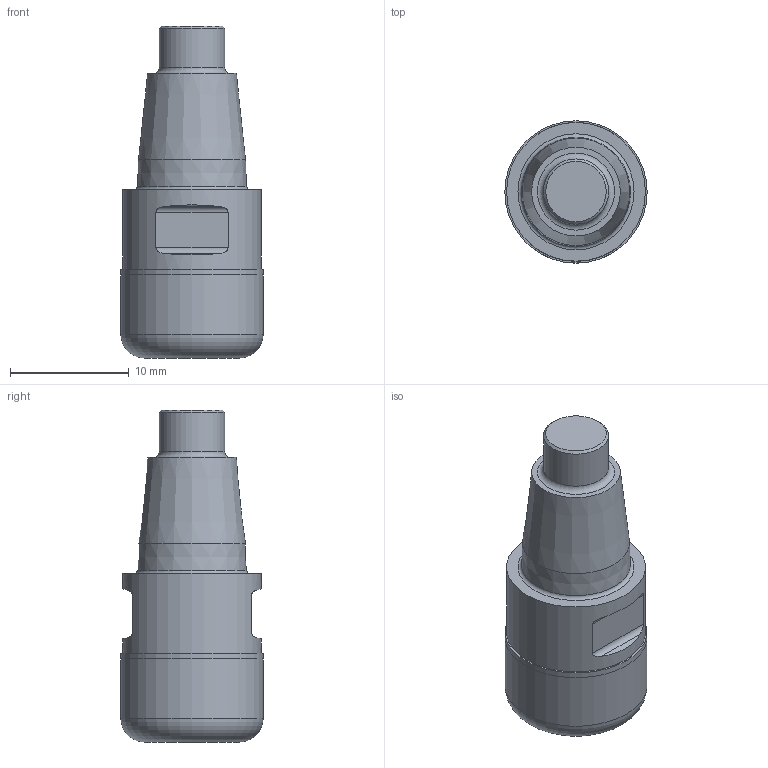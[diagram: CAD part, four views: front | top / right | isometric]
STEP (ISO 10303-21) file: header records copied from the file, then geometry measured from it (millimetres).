
FILE_DESCRIPTION(/* description */ (''),/* implementation_level */ '2;1');
FILE_NAME(/* name */ '1654593471585.stp',/* time_stamp */ '2022-06-07T11:17:58+02:00',/* author */ (''),/* organization */ ('SMS'),/* preprocessor_version */ 'ST-DEVELOPER v16.7',/* originating_system */ 'SIEMENS PLM Software NX 12.0',/* authorisation */ '');
FILE_SCHEMA (('AUTOMOTIVE_DESIGN { 1 0 10303 214 3 1 1 1 }'));
Length unit declared in the file: millimetre
Products named in the file (1): 201574268mod000_03
Bounding box: 12 x 12 x 28 mm (x, y, z)
Volume: 2162.6 mm3; surface area: 1252.4 mm2
Topology: 2 solids, 2 shells, 27 faces, 98 edges, 136 vertices
Faces by surface type: plane 13, cylinder 8, torus 3, cone 3
Full cylindrical faces by diameter (mm): 5.5 x1, 11.7 x1, 12 x2
Entity records: 1299 total; most frequent: CARTESIAN_POINT 300, DIRECTION 167, ORIENTED_EDGE 78, STYLED_ITEM 63, PRESENTATION_STYLE_ASSIGNMENT 63, AXIS2_PLACEMENT_3D 56, LINE 55, VECTOR 55
